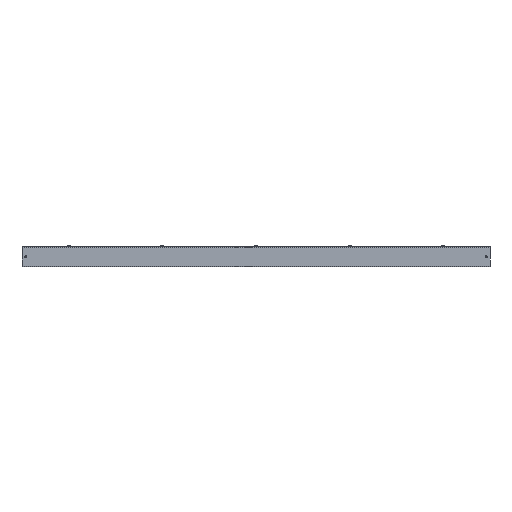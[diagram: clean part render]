
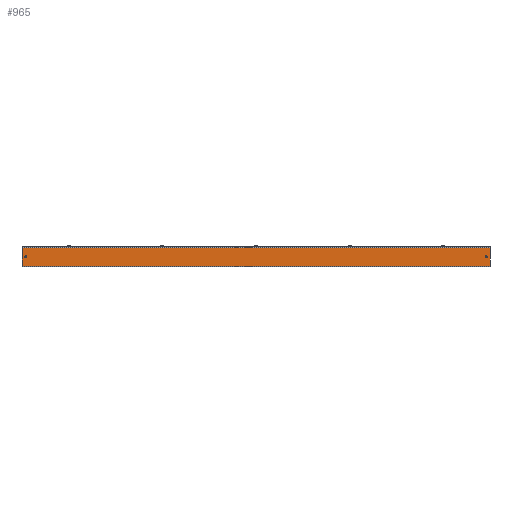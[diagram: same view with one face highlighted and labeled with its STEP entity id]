
A CAD part, left-side view. The second image highlights one B-rep face of the part: STEP entity #965.
In plain terms, the highlighted planar face has unit normal (-1, 0, 0).
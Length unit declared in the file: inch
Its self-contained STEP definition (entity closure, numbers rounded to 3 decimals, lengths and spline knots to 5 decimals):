
#140 = ORIENTED_EDGE ( 'NONE', *, *, #1632, .T. ) ;
#414 = VERTEX_POINT ( 'NONE', #11585 ) ;
#464 = EDGE_LOOP ( 'NONE', ( #9081, #872 ) ) ;
#565 = CARTESIAN_POINT ( 'NONE',  ( -1.307, -30., 0.057 ) ) ;
#587 = ORIENTED_EDGE ( 'NONE', *, *, #2507, .T. ) ;
#615 = DIRECTION ( 'NONE',  ( 1., 0., 0. ) ) ;
#734 = LINE ( 'NONE', #6541, #2669 ) ;
#872 = ORIENTED_EDGE ( 'NONE', *, *, #10963, .T. ) ;
#880 = CARTESIAN_POINT ( 'NONE',  ( -1.307, 30., 0.086 ) ) ;
#947 = DIRECTION ( 'NONE',  ( 1., 0., 0. ) ) ;
#956 = DIRECTION ( 'NONE',  ( -1., 0., 0. ) ) ;
#965 = ADVANCED_FACE ( 'NONE', ( #4928, #7079, #6955 ), #8906, .T. ) ;
#1345 = LINE ( 'NONE', #565, #5999 ) ;
#1436 = VERTEX_POINT ( 'NONE', #8090 ) ;
#1463 = CARTESIAN_POINT ( 'NONE',  ( -1.307, 29.5, 1.1455 ) ) ;
#1632 = EDGE_CURVE ( 'NONE', #414, #11720, #8613, .T. ) ;
#1727 = DIRECTION ( 'NONE',  ( 0., 0., 1. ) ) ;
#2130 = DIRECTION ( 'NONE',  ( 0., 0., 1. ) ) ;
#2436 = DIRECTION ( 'NONE',  ( 0., 0., 1. ) ) ;
#2507 = EDGE_CURVE ( 'NONE', #5694, #11242, #3037, .T. ) ;
#2669 = VECTOR ( 'NONE', #10517, 39.37008 ) ;
#3037 = CIRCLE ( 'NONE', #3660, 0.133 ) ;
#3132 = EDGE_CURVE ( 'NONE', #5813, #11476, #11116, .T. ) ;
#3660 = AXIS2_PLACEMENT_3D ( 'NONE', #6559, #6618, #1727 ) ;
#4045 = CIRCLE ( 'NONE', #7585, 0.133 ) ;
#4087 = CARTESIAN_POINT ( 'NONE',  ( -1.307, 30., 0.057 ) ) ;
#4146 = DIRECTION ( 'NONE',  ( 0., 0., -1. ) ) ;
#4242 = EDGE_CURVE ( 'NONE', #11242, #5694, #4045, .T. ) ;
#4396 = DIRECTION ( 'NONE',  ( 0., 0., 1. ) ) ;
#4694 = CARTESIAN_POINT ( 'NONE',  ( -1.307, 30., 2.471 ) ) ;
#4750 = AXIS2_PLACEMENT_3D ( 'NONE', #9892, #956, #10938 ) ;
#4892 = ORIENTED_EDGE ( 'NONE', *, *, #11684, .F. ) ;
#4904 = CARTESIAN_POINT ( 'NONE',  ( -1.307, -29.5, 1.1455 ) ) ;
#4928 = FACE_OUTER_BOUND ( 'NONE', #7383, .T. ) ;
#5162 = VECTOR ( 'NONE', #4146, 39.37008 ) ;
#5694 = VERTEX_POINT ( 'NONE', #10830 ) ;
#5813 = VERTEX_POINT ( 'NONE', #12862 ) ;
#5978 = ORIENTED_EDGE ( 'NONE', *, *, #11778, .T. ) ;
#5999 = VECTOR ( 'NONE', #4396, 39.37008 ) ;
#6541 = CARTESIAN_POINT ( 'NONE',  ( -1.307, -30., 0.086 ) ) ;
#6559 = CARTESIAN_POINT ( 'NONE',  ( -1.307, 29.5, 1.2785 ) ) ;
#6618 = DIRECTION ( 'NONE',  ( 1., 0., 0. ) ) ;
#6651 = CIRCLE ( 'NONE', #9776, 0.133 ) ;
#6955 = FACE_BOUND ( 'NONE', #8973, .T. ) ;
#7079 = FACE_BOUND ( 'NONE', #464, .T. ) ;
#7158 = LINE ( 'NONE', #4087, #5162 ) ;
#7383 = EDGE_LOOP ( 'NONE', ( #5978, #4892, #7745, #140 ) ) ;
#7585 = AXIS2_PLACEMENT_3D ( 'NONE', #7990, #11062, #2130 ) ;
#7745 = ORIENTED_EDGE ( 'NONE', *, *, #12406, .T. ) ;
#7990 = CARTESIAN_POINT ( 'NONE',  ( -1.307, 29.5, 1.2785 ) ) ;
#8090 = CARTESIAN_POINT ( 'NONE',  ( -1.307, -30., 0.086 ) ) ;
#8123 = VERTEX_POINT ( 'NONE', #880 ) ;
#8472 = ORIENTED_EDGE ( 'NONE', *, *, #4242, .T. ) ;
#8613 = LINE ( 'NONE', #4694, #9698 ) ;
#8906 = PLANE ( 'NONE',  #4750 ) ;
#8973 = EDGE_LOOP ( 'NONE', ( #587, #8472 ) ) ;
#9081 = ORIENTED_EDGE ( 'NONE', *, *, #3132, .T. ) ;
#9698 = VECTOR ( 'NONE', #9850, 39.37008 ) ;
#9776 = AXIS2_PLACEMENT_3D ( 'NONE', #10858, #947, #10608 ) ;
#9850 = DIRECTION ( 'NONE',  ( 0., 1., 0. ) ) ;
#9892 = CARTESIAN_POINT ( 'NONE',  ( -1.307, 30., 0.047 ) ) ;
#10517 = DIRECTION ( 'NONE',  ( 0., 1., 0. ) ) ;
#10608 = DIRECTION ( 'NONE',  ( 0., 0., 1. ) ) ;
#10830 = CARTESIAN_POINT ( 'NONE',  ( -1.307, 29.5, 1.4115 ) ) ;
#10858 = CARTESIAN_POINT ( 'NONE',  ( -1.307, -29.5, 1.2785 ) ) ;
#10938 = DIRECTION ( 'NONE',  ( 0., 0., 1. ) ) ;
#10963 = EDGE_CURVE ( 'NONE', #11476, #5813, #6651, .T. ) ;
#11062 = DIRECTION ( 'NONE',  ( 1., 0., 0. ) ) ;
#11116 = CIRCLE ( 'NONE', #11950, 0.133 ) ;
#11242 = VERTEX_POINT ( 'NONE', #1463 ) ;
#11476 = VERTEX_POINT ( 'NONE', #4904 ) ;
#11505 = CARTESIAN_POINT ( 'NONE',  ( -1.307, -29.5, 1.2785 ) ) ;
#11585 = CARTESIAN_POINT ( 'NONE',  ( -1.307, -30., 2.471 ) ) ;
#11684 = EDGE_CURVE ( 'NONE', #1436, #8123, #734, .T. ) ;
#11720 = VERTEX_POINT ( 'NONE', #12672 ) ;
#11778 = EDGE_CURVE ( 'NONE', #11720, #8123, #7158, .T. ) ;
#11950 = AXIS2_PLACEMENT_3D ( 'NONE', #11505, #615, #2436 ) ;
#12406 = EDGE_CURVE ( 'NONE', #1436, #414, #1345, .T. ) ;
#12672 = CARTESIAN_POINT ( 'NONE',  ( -1.307, 30., 2.471 ) ) ;
#12862 = CARTESIAN_POINT ( 'NONE',  ( -1.307, -29.5, 1.4115 ) ) ;
